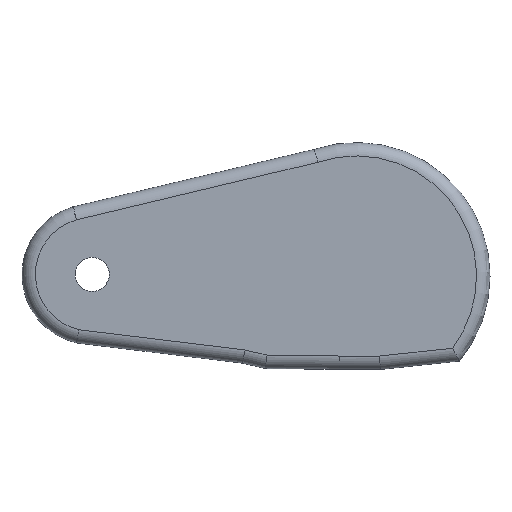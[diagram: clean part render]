
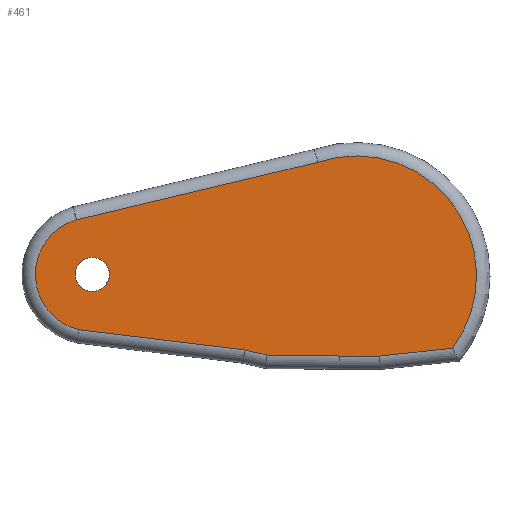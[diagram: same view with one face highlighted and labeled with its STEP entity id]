
A CAD part, top view. The second image highlights one B-rep face of the part: STEP entity #461.
In plain terms, the highlighted planar face has unit normal (0, 0, 1).
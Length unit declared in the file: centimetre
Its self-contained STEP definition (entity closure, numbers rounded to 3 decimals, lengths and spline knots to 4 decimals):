
#16=FACE_BOUND('',#105,.T.);
#23=PLANE('',#526);
#37=CIRCLE('',#505,0.8476);
#40=CIRCLE('',#510,1.7911);
#42=CIRCLE('',#527,0.255);
#73=FACE_OUTER_BOUND('',#104,.T.);
#104=EDGE_LOOP('',(#398,#399,#400,#401,#402,#403,#404,#405));
#105=EDGE_LOOP('',(#406));
#118=LINE('',#736,#152);
#121=LINE('',#759,#155);
#130=LINE('',#844,#164);
#131=LINE('',#877,#165);
#134=LINE('',#883,#168);
#138=LINE('',#893,#172);
#152=VECTOR('',#542,1.);
#155=VECTOR('',#551,1.);
#164=VECTOR('',#606,1.);
#165=VECTOR('',#615,1.);
#168=VECTOR('',#620,1.);
#172=VECTOR('',#632,1.);
#197=VERTEX_POINT('',#709);
#198=VERTEX_POINT('',#735);
#201=VERTEX_POINT('',#758);
#213=VERTEX_POINT('',#815);
#215=VERTEX_POINT('',#824);
#218=VERTEX_POINT('',#843);
#220=VERTEX_POINT('',#860);
#222=VERTEX_POINT('',#882);
#226=VERTEX_POINT('',#913);
#233=EDGE_CURVE('',#197,#198,#118,.T.);
#238=EDGE_CURVE('',#198,#201,#121,.T.);
#260=EDGE_CURVE('',#215,#213,#37,.T.);
#264=EDGE_CURVE('',#213,#218,#130,.T.);
#267=EDGE_CURVE('',#218,#220,#40,.T.);
#269=EDGE_CURVE('',#201,#215,#131,.T.);
#272=EDGE_CURVE('',#220,#222,#134,.T.);
#278=EDGE_CURVE('',#222,#197,#138,.T.);
#288=EDGE_CURVE('',#226,#226,#42,.T.);
#398=ORIENTED_EDGE('',*,*,#260,.F.);
#399=ORIENTED_EDGE('',*,*,#269,.F.);
#400=ORIENTED_EDGE('',*,*,#238,.F.);
#401=ORIENTED_EDGE('',*,*,#233,.F.);
#402=ORIENTED_EDGE('',*,*,#278,.F.);
#403=ORIENTED_EDGE('',*,*,#272,.F.);
#404=ORIENTED_EDGE('',*,*,#267,.F.);
#405=ORIENTED_EDGE('',*,*,#264,.F.);
#406=ORIENTED_EDGE('',*,*,#288,.F.);
#461=ADVANCED_FACE('',(#73,#16),#23,.F.);
#505=AXIS2_PLACEMENT_3D('',#825,#599,#600);
#510=AXIS2_PLACEMENT_3D('',#861,#611,#612);
#526=AXIS2_PLACEMENT_3D('',#912,#659,#660);
#527=AXIS2_PLACEMENT_3D('',#914,#661,#662);
#542=DIRECTION('',(-1.,0.013,0.));
#551=DIRECTION('',(-0.973,0.229,0.));
#599=DIRECTION('center_axis',(0.,0.,-1.));
#600=DIRECTION('ref_axis',(-1.,-0.026,0.));
#606=DIRECTION('',(0.973,0.232,0.));
#611=DIRECTION('center_axis',(0.,0.,-1.));
#612=DIRECTION('ref_axis',(0.825,0.565,0.));
#615=DIRECTION('',(-0.993,0.121,0.));
#620=DIRECTION('',(-0.994,-0.106,0.));
#632=DIRECTION('',(-1.,0.,0.));
#659=DIRECTION('center_axis',(0.,0.,-1.));
#660=DIRECTION('ref_axis',(-1.,0.,0.));
#661=DIRECTION('center_axis',(0.,0.,1.));
#662=DIRECTION('ref_axis',(1.,0.,0.));
#709=CARTESIAN_POINT('',(-7.758,2.8057,-2.95));
#735=CARTESIAN_POINT('',(-8.8355,2.8197,-2.95));
#736=CARTESIAN_POINT('',(-8.9383,2.821,-2.95));
#758=CARTESIAN_POINT('',(-9.1649,2.8972,-2.95));
#759=CARTESIAN_POINT('',(-9.2376,2.9143,-2.95));
#815=CARTESIAN_POINT('',(-11.6784,4.8369,-2.95));
#824=CARTESIAN_POINT('',(-11.6415,3.1983,-2.95));
#825=CARTESIAN_POINT('Origin',(-11.4436,4.0225,-2.95));
#843=CARTESIAN_POINT('',(-8.0737,5.6967,-2.95));
#844=CARTESIAN_POINT('',(-8.6741,5.5535,-2.95));
#860=CARTESIAN_POINT('',(-6.0703,2.9212,-2.95));
#861=CARTESIAN_POINT('Origin',(-7.5,4.,-2.95));
#877=CARTESIAN_POINT('',(-10.4113,3.0488,-2.95));
#882=CARTESIAN_POINT('',(-7.1559,2.8057,-2.95));
#883=CARTESIAN_POINT('',(-7.9944,2.7165,-2.95));
#893=CARTESIAN_POINT('',(-8.3797,2.8057,-2.95));
#912=CARTESIAN_POINT('Origin',(-9.,4.2984,-2.95));
#913=CARTESIAN_POINT('',(-11.6986,4.0225,-2.95));
#914=CARTESIAN_POINT('Origin',(-11.4436,4.0225,-2.95));
